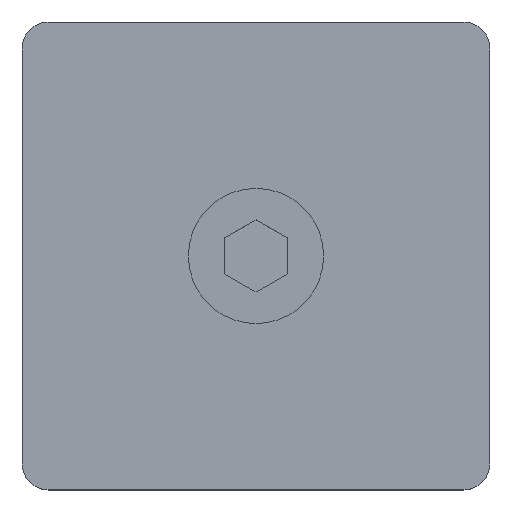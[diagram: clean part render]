
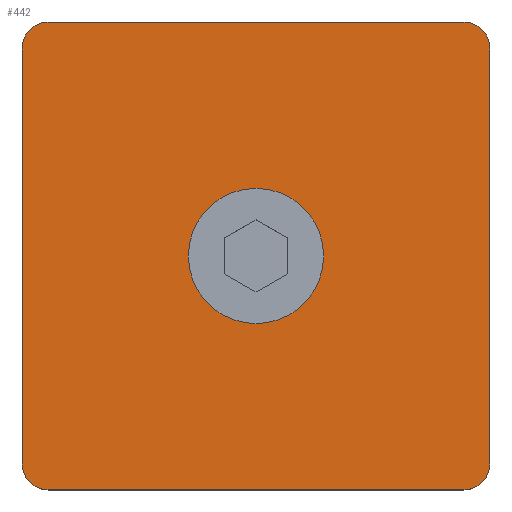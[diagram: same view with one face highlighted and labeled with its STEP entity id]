
A CAD part, top view. The second image highlights one B-rep face of the part: STEP entity #442.
In plain terms, the highlighted planar face has unit normal (0, 0, 1).
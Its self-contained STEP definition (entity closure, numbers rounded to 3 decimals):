
#40=FACE_BOUND('',#114,.T.);
#53=PLANE('',#507);
#84=FACE_OUTER_BOUND('',#113,.T.);
#113=EDGE_LOOP('',(#378,#379,#380,#381,#382,#383,#384,#385));
#114=EDGE_LOOP('',(#386));
#149=LINE('',#745,#188);
#150=LINE('',#747,#189);
#151=LINE('',#751,#190);
#152=LINE('',#755,#191);
#188=VECTOR('',#614,1.);
#189=VECTOR('',#615,1.);
#190=VECTOR('',#618,1.);
#191=VECTOR('',#621,1.);
#208=CIRCLE('',#499,6.5);
#212=CIRCLE('',#506,2.5);
#213=CIRCLE('',#508,2.5);
#214=CIRCLE('',#509,2.5);
#215=CIRCLE('',#510,2.5);
#237=VERTEX_POINT('',#724);
#241=VERTEX_POINT('',#736);
#243=VERTEX_POINT('',#740);
#244=VERTEX_POINT('',#744);
#245=VERTEX_POINT('',#746);
#246=VERTEX_POINT('',#748);
#247=VERTEX_POINT('',#750);
#248=VERTEX_POINT('',#752);
#249=VERTEX_POINT('',#754);
#284=EDGE_CURVE('',#237,#237,#208,.T.);
#291=EDGE_CURVE('',#241,#243,#212,.T.);
#292=EDGE_CURVE('',#244,#241,#149,.T.);
#293=EDGE_CURVE('',#243,#245,#150,.T.);
#294=EDGE_CURVE('',#245,#246,#213,.T.);
#295=EDGE_CURVE('',#246,#247,#151,.T.);
#296=EDGE_CURVE('',#247,#248,#214,.T.);
#297=EDGE_CURVE('',#248,#249,#152,.T.);
#298=EDGE_CURVE('',#249,#244,#215,.T.);
#378=ORIENTED_EDGE('',*,*,#292,.T.);
#379=ORIENTED_EDGE('',*,*,#291,.T.);
#380=ORIENTED_EDGE('',*,*,#293,.T.);
#381=ORIENTED_EDGE('',*,*,#294,.T.);
#382=ORIENTED_EDGE('',*,*,#295,.T.);
#383=ORIENTED_EDGE('',*,*,#296,.T.);
#384=ORIENTED_EDGE('',*,*,#297,.T.);
#385=ORIENTED_EDGE('',*,*,#298,.T.);
#386=ORIENTED_EDGE('',*,*,#284,.T.);
#442=ADVANCED_FACE('',(#84,#40),#53,.T.);
#499=AXIS2_PLACEMENT_3D('',#726,#593,#594);
#506=AXIS2_PLACEMENT_3D('',#742,#610,#611);
#507=AXIS2_PLACEMENT_3D('',#743,#612,#613);
#508=AXIS2_PLACEMENT_3D('',#749,#616,#617);
#509=AXIS2_PLACEMENT_3D('',#753,#619,#620);
#510=AXIS2_PLACEMENT_3D('',#756,#622,#623);
#593=DIRECTION('center_axis',(0.,0.,-1.));
#594=DIRECTION('ref_axis',(1.,0.,0.));
#610=DIRECTION('center_axis',(0.,0.,1.));
#611=DIRECTION('ref_axis',(1.,0.,0.));
#612=DIRECTION('center_axis',(0.,0.,1.));
#613=DIRECTION('ref_axis',(1.,0.,0.));
#614=DIRECTION('',(0.,1.,0.));
#615=DIRECTION('',(-1.,0.,0.));
#616=DIRECTION('center_axis',(0.,0.,1.));
#617=DIRECTION('ref_axis',(1.,0.,0.));
#618=DIRECTION('',(0.,-1.,0.));
#619=DIRECTION('center_axis',(0.,0.,1.));
#620=DIRECTION('ref_axis',(1.,0.,0.));
#621=DIRECTION('',(1.,0.,0.));
#622=DIRECTION('center_axis',(0.,0.,1.));
#623=DIRECTION('ref_axis',(1.,0.,0.));
#724=CARTESIAN_POINT('',(16.,-18.061,37.561));
#726=CARTESIAN_POINT('Origin',(22.5,-18.061,37.561));
#736=CARTESIAN_POINT('',(45.,1.939,37.561));
#740=CARTESIAN_POINT('',(42.5,4.439,37.561));
#742=CARTESIAN_POINT('Origin',(42.5,1.939,37.561));
#743=CARTESIAN_POINT('Origin',(22.5,-18.061,37.561));
#744=CARTESIAN_POINT('',(45.,-38.061,37.561));
#745=CARTESIAN_POINT('',(45.,-18.061,37.561));
#746=CARTESIAN_POINT('',(2.5,4.439,37.561));
#747=CARTESIAN_POINT('',(22.5,4.439,37.561));
#748=CARTESIAN_POINT('',(0.,1.939,37.561));
#749=CARTESIAN_POINT('Origin',(2.5,1.939,37.561));
#750=CARTESIAN_POINT('',(0.,-38.061,37.561));
#751=CARTESIAN_POINT('',(0.,-18.061,37.561));
#752=CARTESIAN_POINT('',(2.5,-40.561,37.561));
#753=CARTESIAN_POINT('Origin',(2.5,-38.061,37.561));
#754=CARTESIAN_POINT('',(42.5,-40.561,37.561));
#755=CARTESIAN_POINT('',(22.5,-40.561,37.561));
#756=CARTESIAN_POINT('Origin',(42.5,-38.061,37.561));
